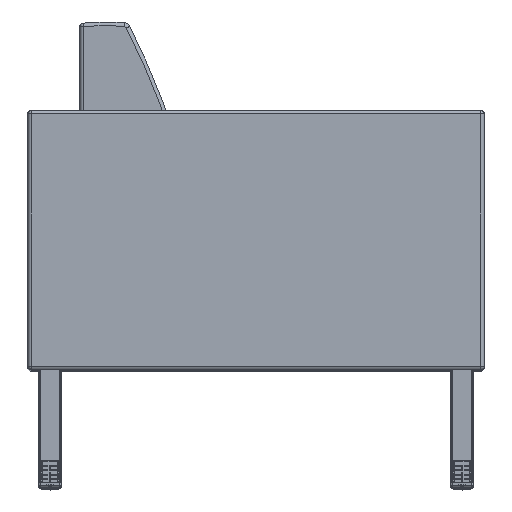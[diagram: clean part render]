
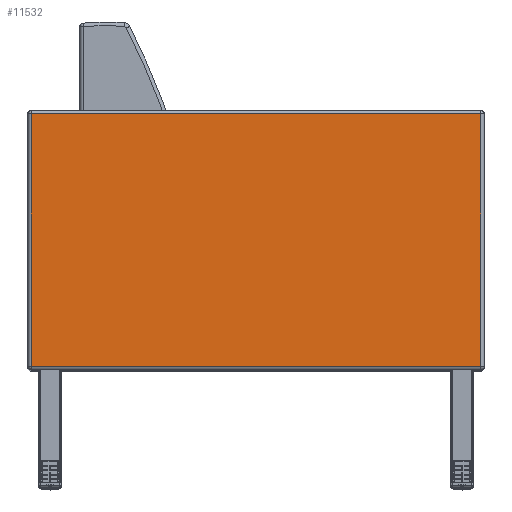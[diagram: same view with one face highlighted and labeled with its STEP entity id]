
A CAD part, top view. The second image highlights one B-rep face of the part: STEP entity #11532.
In plain terms, the highlighted planar face has unit normal (0, 0, 1).
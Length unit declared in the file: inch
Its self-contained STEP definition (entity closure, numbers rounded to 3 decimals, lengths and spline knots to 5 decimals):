
#1041=PLANE('',#12413);
#1269=LINE('',#17225,#1946);
#1271=LINE('',#17228,#1948);
#1281=LINE('',#17243,#1958);
#1283=LINE('',#17246,#1960);
#1946=VECTOR('',#13817,30.25);
#1948=VECTOR('',#13821,17.);
#1958=VECTOR('',#13841,17.);
#1960=VECTOR('',#13845,30.25);
#2894=FACE_OUTER_BOUND('',#3741,.T.);
#3741=EDGE_LOOP('',(#8049,#8050,#8051,#8052));
#5243=VERTEX_POINT('',#17161);
#5249=VERTEX_POINT('',#17175);
#5252=VERTEX_POINT('',#17182);
#5261=VERTEX_POINT('',#17203);
#6240=EDGE_CURVE('',#5252,#5261,#1269,.T.);
#6242=EDGE_CURVE('',#5261,#5249,#1271,.T.);
#6252=EDGE_CURVE('',#5243,#5252,#1281,.T.);
#6254=EDGE_CURVE('',#5249,#5243,#1283,.T.);
#8049=ORIENTED_EDGE('',*,*,#6240,.F.);
#8050=ORIENTED_EDGE('',*,*,#6252,.F.);
#8051=ORIENTED_EDGE('',*,*,#6254,.F.);
#8052=ORIENTED_EDGE('',*,*,#6242,.F.);
#11532=ADVANCED_FACE('',(#2894),#1041,.T.);
#12413=AXIS2_PLACEMENT_3D('',#17254,#13857,#13858);
#13817=DIRECTION('',(1.,0.,0.));
#13821=DIRECTION('',(0.,-1.,0.));
#13841=DIRECTION('',(0.,1.,0.));
#13845=DIRECTION('',(-1.,0.,0.));
#13857=DIRECTION('center_axis',(0.,0.,1.));
#13858=DIRECTION('ref_axis',(1.,0.,0.));
#17161=CARTESIAN_POINT('',(0.25,-17.25,3.5));
#17175=CARTESIAN_POINT('',(30.5,-17.25,3.5));
#17182=CARTESIAN_POINT('',(0.25,-0.25,3.5));
#17203=CARTESIAN_POINT('',(30.5,-0.25,3.5));
#17225=CARTESIAN_POINT('',(23.0625,-0.25,3.5));
#17228=CARTESIAN_POINT('',(30.5,-13.125,3.5));
#17243=CARTESIAN_POINT('',(0.25,-4.375,3.5));
#17246=CARTESIAN_POINT('',(7.6875,-17.25,3.5));
#17254=CARTESIAN_POINT('Origin',(15.375,-8.75,3.5));
